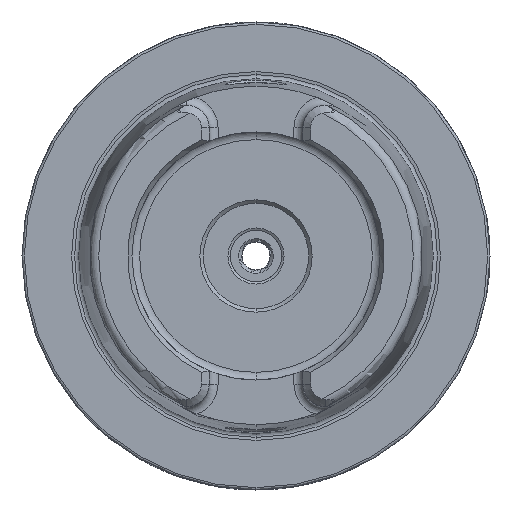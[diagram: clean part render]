
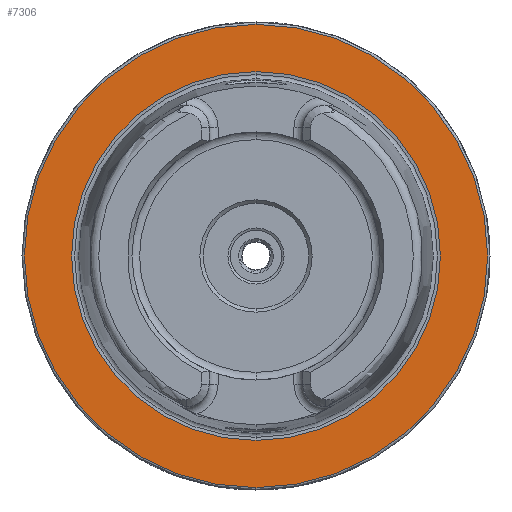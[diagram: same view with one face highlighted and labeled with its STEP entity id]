
A CAD part, left-side view. The second image highlights one B-rep face of the part: STEP entity #7306.
In plain terms, the highlighted planar face has unit normal (-1, 0, 0).
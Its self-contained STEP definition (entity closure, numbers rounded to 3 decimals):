
#17 = VERTEX_POINT ( 'NONE', #12267 ) ;
#112 = EDGE_LOOP ( 'NONE', ( #1698, #1593 ) ) ;
#998 = CIRCLE ( 'NONE', #2461, 49.5 ) ;
#1593 = ORIENTED_EDGE ( 'NONE', *, *, #9790, .F. ) ;
#1698 = ORIENTED_EDGE ( 'NONE', *, *, #3586, .F. ) ;
#2151 = CARTESIAN_POINT ( 'NONE',  ( 0., 0., 0. ) ) ;
#2228 = AXIS2_PLACEMENT_3D ( 'NONE', #2759, #9510, #3724 ) ;
#2296 = DIRECTION ( 'NONE',  ( -1., 0., 0. ) ) ;
#2461 = AXIS2_PLACEMENT_3D ( 'NONE', #8555, #2792, #9536 ) ;
#2759 = CARTESIAN_POINT ( 'NONE',  ( 0., 0., 0. ) ) ;
#2792 = DIRECTION ( 'NONE',  ( -1., 0., 0. ) ) ;
#3122 = DIRECTION ( 'NONE',  ( 0., 0., 1. ) ) ;
#3162 = CARTESIAN_POINT ( 'NONE',  ( 0., 49.5, 0. ) ) ;
#3199 = DIRECTION ( 'NONE',  ( 0., 0., -1. ) ) ;
#3586 = EDGE_CURVE ( 'NONE', #4071, #12339, #6732, .T. ) ;
#3724 = DIRECTION ( 'NONE',  ( 0., 0., 1. ) ) ;
#4071 = VERTEX_POINT ( 'NONE', #6418 ) ;
#4683 = ORIENTED_EDGE ( 'NONE', *, *, #8254, .T. ) ;
#5225 = AXIS2_PLACEMENT_3D ( 'NONE', #8049, #2296, #9035 ) ;
#6024 = ORIENTED_EDGE ( 'NONE', *, *, #6340, .T. ) ;
#6258 = FACE_BOUND ( 'NONE', #112, .T. ) ;
#6340 = EDGE_CURVE ( 'NONE', #8837, #17, #10351, .T. ) ;
#6418 = CARTESIAN_POINT ( 'NONE',  ( 0., 0., 39.405 ) ) ;
#6514 = CIRCLE ( 'NONE', #9254, 39.405 ) ;
#6732 = CIRCLE ( 'NONE', #2228, 39.405 ) ;
#6895 = CARTESIAN_POINT ( 'NONE',  ( 0., 0., -49.5 ) ) ;
#7306 = ADVANCED_FACE ( 'NONE', ( #6258, #8511 ), #9907, .F. ) ;
#7686 = AXIS2_PLACEMENT_3D ( 'NONE', #3162, #8971, #3199 ) ;
#8049 = CARTESIAN_POINT ( 'NONE',  ( 0., 0., 0. ) ) ;
#8254 = EDGE_CURVE ( 'NONE', #17, #8837, #998, .T. ) ;
#8511 = FACE_OUTER_BOUND ( 'NONE', #8567, .T. ) ;
#8555 = CARTESIAN_POINT ( 'NONE',  ( 0., 0., 0. ) ) ;
#8567 = EDGE_LOOP ( 'NONE', ( #4683, #6024 ) ) ;
#8837 = VERTEX_POINT ( 'NONE', #6895 ) ;
#8893 = DIRECTION ( 'NONE',  ( -1., 0., 0. ) ) ;
#8971 = DIRECTION ( 'NONE',  ( 1., 0., 0. ) ) ;
#9035 = DIRECTION ( 'NONE',  ( 0., 0., 1. ) ) ;
#9254 = AXIS2_PLACEMENT_3D ( 'NONE', #2151, #8893, #3122 ) ;
#9510 = DIRECTION ( 'NONE',  ( -1., 0., 0. ) ) ;
#9536 = DIRECTION ( 'NONE',  ( 0., 0., 1. ) ) ;
#9790 = EDGE_CURVE ( 'NONE', #12339, #4071, #6514, .T. ) ;
#9907 = PLANE ( 'NONE',  #7686 ) ;
#10351 = CIRCLE ( 'NONE', #5225, 49.5 ) ;
#11983 = CARTESIAN_POINT ( 'NONE',  ( 0., 0., -39.405 ) ) ;
#12267 = CARTESIAN_POINT ( 'NONE',  ( 0., 0., 49.5 ) ) ;
#12339 = VERTEX_POINT ( 'NONE', #11983 ) ;
